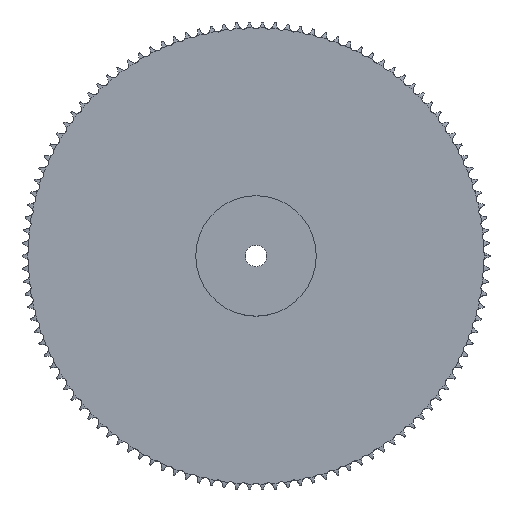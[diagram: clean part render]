
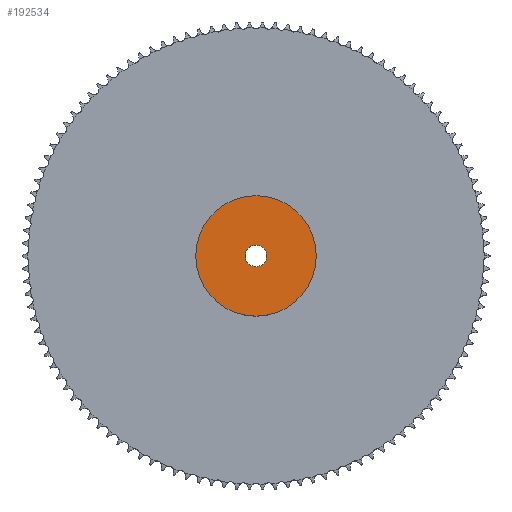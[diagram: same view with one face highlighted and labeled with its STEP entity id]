
A CAD part, top view. The second image highlights one B-rep face of the part: STEP entity #192534.
In plain terms, the highlighted planar face has unit normal (0, 0, 1).
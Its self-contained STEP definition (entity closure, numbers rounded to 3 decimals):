
#101648 = CYLINDRICAL_SURFACE('',#101649,8.);
#101649 = AXIS2_PLACEMENT_3D('',#101650,#101651,#101652);
#101650 = CARTESIAN_POINT('',(0.,0.,508.677));
#101651 = DIRECTION('',(0.,0.,1.));
#101652 = DIRECTION('',(1.,0.,0.));
#131652 = EDGE_CURVE('',#131653,#131653,#131655,.T.);
#131653 = VERTEX_POINT('',#131654);
#131654 = CARTESIAN_POINT('',(8.,0.,40.));
#131655 = SURFACE_CURVE('',#131656,(#131661,#131668),.PCURVE_S1.);
#131656 = CIRCLE('',#131657,8.);
#131657 = AXIS2_PLACEMENT_3D('',#131658,#131659,#131660);
#131658 = CARTESIAN_POINT('',(0.,0.,40.));
#131659 = DIRECTION('',(0.,0.,1.));
#131660 = DIRECTION('',(1.,0.,0.));
#131661 = PCURVE('',#101648,#131662);
#131662 = DEFINITIONAL_REPRESENTATION('',(#131663),#131667);
#131663 = LINE('',#131664,#131665);
#131664 = CARTESIAN_POINT('',(0.,-468.677));
#131665 = VECTOR('',#131666,1.);
#131666 = DIRECTION('',(1.,0.));
#131667 = ( GEOMETRIC_REPRESENTATION_CONTEXT(2) 
PARAMETRIC_REPRESENTATION_CONTEXT() REPRESENTATION_CONTEXT('2D SPACE',''
  ) );
#131668 = PCURVE('',#131669,#131674);
#131669 = PLANE('',#131670);
#131670 = AXIS2_PLACEMENT_3D('',#131671,#131672,#131673);
#131671 = CARTESIAN_POINT('',(0.,0.,40.)
  );
#131672 = DIRECTION('',(0.,0.,1.));
#131673 = DIRECTION('',(1.,0.,0.));
#131674 = DEFINITIONAL_REPRESENTATION('',(#131675),#131679);
#131675 = CIRCLE('',#131676,8.);
#131676 = AXIS2_PLACEMENT_2D('',#131677,#131678);
#131677 = CARTESIAN_POINT('',(0.,0.));
#131678 = DIRECTION('',(1.,0.));
#131679 = ( GEOMETRIC_REPRESENTATION_CONTEXT(2) 
PARAMETRIC_REPRESENTATION_CONTEXT() REPRESENTATION_CONTEXT('2D SPACE',''
  ) );
#192534 = ADVANCED_FACE('',(#192535,#192566),#131669,.T.);
#192535 = FACE_BOUND('',#192536,.T.);
#192536 = EDGE_LOOP('',(#192537));
#192537 = ORIENTED_EDGE('',*,*,#192538,.T.);
#192538 = EDGE_CURVE('',#192539,#192539,#192541,.T.);
#192539 = VERTEX_POINT('',#192540);
#192540 = CARTESIAN_POINT('',(45.,0.,40.));
#192541 = SURFACE_CURVE('',#192542,(#192547,#192554),.PCURVE_S1.);
#192542 = CIRCLE('',#192543,45.);
#192543 = AXIS2_PLACEMENT_3D('',#192544,#192545,#192546);
#192544 = CARTESIAN_POINT('',(0.,0.,40.));
#192545 = DIRECTION('',(0.,0.,1.));
#192546 = DIRECTION('',(1.,0.,0.));
#192547 = PCURVE('',#131669,#192548);
#192548 = DEFINITIONAL_REPRESENTATION('',(#192549),#192553);
#192549 = CIRCLE('',#192550,45.);
#192550 = AXIS2_PLACEMENT_2D('',#192551,#192552);
#192551 = CARTESIAN_POINT('',(0.,0.));
#192552 = DIRECTION('',(1.,0.));
#192553 = ( GEOMETRIC_REPRESENTATION_CONTEXT(2) 
PARAMETRIC_REPRESENTATION_CONTEXT() REPRESENTATION_CONTEXT('2D SPACE',''
  ) );
#192554 = PCURVE('',#192555,#192560);
#192555 = CYLINDRICAL_SURFACE('',#192556,45.);
#192556 = AXIS2_PLACEMENT_3D('',#192557,#192558,#192559);
#192557 = CARTESIAN_POINT('',(0.,0.,0.));
#192558 = DIRECTION('',(-0.,-0.,-1.));
#192559 = DIRECTION('',(1.,0.,0.));
#192560 = DEFINITIONAL_REPRESENTATION('',(#192561),#192565);
#192561 = LINE('',#192562,#192563);
#192562 = CARTESIAN_POINT('',(-0.,-40.));
#192563 = VECTOR('',#192564,1.);
#192564 = DIRECTION('',(-1.,0.));
#192565 = ( GEOMETRIC_REPRESENTATION_CONTEXT(2) 
PARAMETRIC_REPRESENTATION_CONTEXT() REPRESENTATION_CONTEXT('2D SPACE',''
  ) );
#192566 = FACE_BOUND('',#192567,.T.);
#192567 = EDGE_LOOP('',(#192568));
#192568 = ORIENTED_EDGE('',*,*,#131652,.F.);
